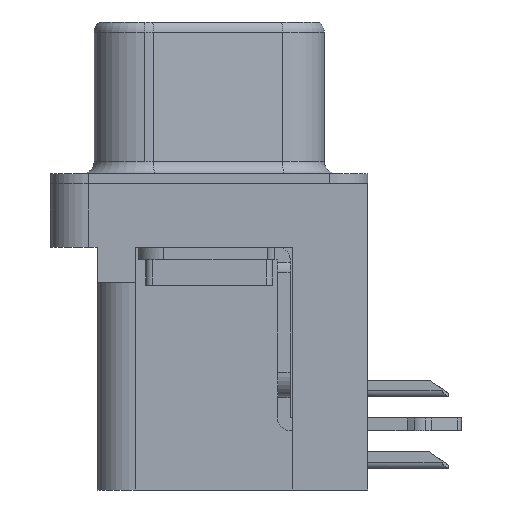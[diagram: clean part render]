
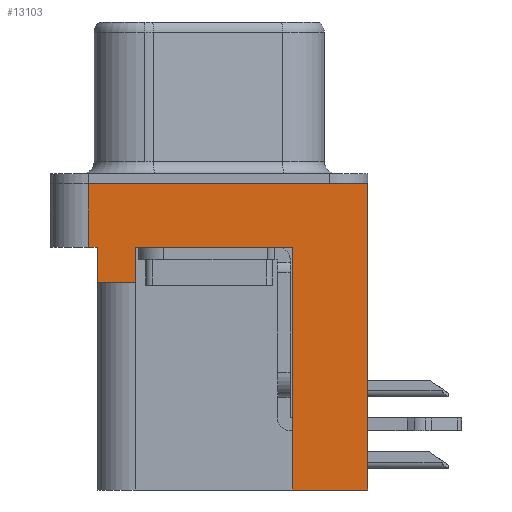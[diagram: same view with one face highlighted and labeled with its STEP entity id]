
A CAD part, left-side view. The second image highlights one B-rep face of the part: STEP entity #13103.
In plain terms, the highlighted planar face has unit normal (-1, 0, 0).
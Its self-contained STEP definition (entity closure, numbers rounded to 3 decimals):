
#163 = VECTOR ( 'NONE', #8733, 1000. ) ;
#297 = VECTOR ( 'NONE', #18598, 1000. ) ;
#656 = DIRECTION ( 'NONE',  ( 0., 0., 1. ) ) ;
#915 = DIRECTION ( 'NONE',  ( 0., 0., 1. ) ) ;
#1452 = EDGE_CURVE ( 'NONE', #17134, #18741, #10191, .T. ) ;
#1579 = EDGE_CURVE ( 'NONE', #16899, #6719, #18251, .T. ) ;
#1778 = ORIENTED_EDGE ( 'NONE', *, *, #5704, .F. ) ;
#1792 = EDGE_CURVE ( 'NONE', #4846, #6719, #13124, .T. ) ;
#2005 = LINE ( 'NONE', #11444, #2702 ) ;
#2702 = VECTOR ( 'NONE', #9933, 1000. ) ;
#3112 = VERTEX_POINT ( 'NONE', #18610 ) ;
#3690 = VERTEX_POINT ( 'NONE', #14009 ) ;
#4079 = CARTESIAN_POINT ( 'NONE',  ( -2.935, -3.295, -12.1 ) ) ;
#4164 = ORIENTED_EDGE ( 'NONE', *, *, #9364, .F. ) ;
#4209 = CARTESIAN_POINT ( 'NONE',  ( -2.935, -6.275, -2.5 ) ) ;
#4278 = VECTOR ( 'NONE', #11842, 1000. ) ;
#4338 = EDGE_CURVE ( 'NONE', #3690, #6539, #5701, .T. ) ;
#4371 = ORIENTED_EDGE ( 'NONE', *, *, #1579, .F. ) ;
#4846 = VERTEX_POINT ( 'NONE', #18394 ) ;
#5482 = LINE ( 'NONE', #17227, #15488 ) ;
#5701 = LINE ( 'NONE', #4209, #19326 ) ;
#5704 = EDGE_CURVE ( 'NONE', #19446, #6539, #2005, .T. ) ;
#5894 = EDGE_CURVE ( 'NONE', #3112, #16899, #11937, .T. ) ;
#6113 = CARTESIAN_POINT ( 'NONE',  ( -2.935, -3.295, -12.1 ) ) ;
#6138 = VECTOR ( 'NONE', #16257, 1000. ) ;
#6439 = EDGE_LOOP ( 'NONE', ( #10767, #14912, #12870, #1778, #4164, #9184, #6642, #4371, #14843, #19303 ) ) ;
#6539 = VERTEX_POINT ( 'NONE', #6695 ) ;
#6642 = ORIENTED_EDGE ( 'NONE', *, *, #1792, .T. ) ;
#6695 = CARTESIAN_POINT ( 'NONE',  ( -2.935, 4.425, -2.5 ) ) ;
#6719 = VERTEX_POINT ( 'NONE', #19620 ) ;
#6910 = CARTESIAN_POINT ( 'NONE',  ( -2.935, -6.275, 0. ) ) ;
#7532 = AXIS2_PLACEMENT_3D ( 'NONE', #7979, #13752, #13951 ) ;
#7979 = CARTESIAN_POINT ( 'NONE',  ( -2.935, -6.275, -2.5 ) ) ;
#8007 = CARTESIAN_POINT ( 'NONE',  ( -2.935, 4.425, -3.9 ) ) ;
#8389 = CARTESIAN_POINT ( 'NONE',  ( -2.935, 2.895, -3.9 ) ) ;
#8646 = VERTEX_POINT ( 'NONE', #8914 ) ;
#8733 = DIRECTION ( 'NONE',  ( 0., 1., 0. ) ) ;
#8769 = DIRECTION ( 'NONE',  ( 0., -1., 0. ) ) ;
#8914 = CARTESIAN_POINT ( 'NONE',  ( -2.935, 2.895, -3.9 ) ) ;
#9105 = EDGE_CURVE ( 'NONE', #3690, #17134, #5482, .T. ) ;
#9184 = ORIENTED_EDGE ( 'NONE', *, *, #14720, .T. ) ;
#9364 = EDGE_CURVE ( 'NONE', #8646, #19446, #18313, .T. ) ;
#9378 = VECTOR ( 'NONE', #656, 1000. ) ;
#9933 = DIRECTION ( 'NONE',  ( 0., 0., 1. ) ) ;
#10191 = LINE ( 'NONE', #6910, #6138 ) ;
#10462 = CARTESIAN_POINT ( 'NONE',  ( -2.935, -3.295, -12.1 ) ) ;
#10610 = VECTOR ( 'NONE', #14979, 1000. ) ;
#10677 = PLANE ( 'NONE',  #7532 ) ;
#10767 = ORIENTED_EDGE ( 'NONE', *, *, #1452, .F. ) ;
#10774 = FACE_OUTER_BOUND ( 'NONE', #6439, .T. ) ;
#11388 = LINE ( 'NONE', #8389, #18710 ) ;
#11444 = CARTESIAN_POINT ( 'NONE',  ( -2.935, 4.425, -3.9 ) ) ;
#11578 = DIRECTION ( 'NONE',  ( 0., 0., 1. ) ) ;
#11842 = DIRECTION ( 'NONE',  ( 0., -1., 0. ) ) ;
#11937 = LINE ( 'NONE', #4079, #163 ) ;
#12870 = ORIENTED_EDGE ( 'NONE', *, *, #4338, .T. ) ;
#13103 = ADVANCED_FACE ( 'NONE', ( #10774 ), #10677, .T. ) ;
#13124 = LINE ( 'NONE', #17806, #4278 ) ;
#13752 = DIRECTION ( 'NONE',  ( -1., 0., 0. ) ) ;
#13951 = DIRECTION ( 'NONE',  ( 0., 0., 1. ) ) ;
#14009 = CARTESIAN_POINT ( 'NONE',  ( -2.935, 4.775, -2.5 ) ) ;
#14177 = LINE ( 'NONE', #14275, #9378 ) ;
#14275 = CARTESIAN_POINT ( 'NONE',  ( -2.935, -6.275, -2.5 ) ) ;
#14515 = CARTESIAN_POINT ( 'NONE',  ( -2.935, 4.775, 0. ) ) ;
#14720 = EDGE_CURVE ( 'NONE', #8646, #4846, #11388, .T. ) ;
#14843 = ORIENTED_EDGE ( 'NONE', *, *, #5894, .F. ) ;
#14912 = ORIENTED_EDGE ( 'NONE', *, *, #9105, .F. ) ;
#14979 = DIRECTION ( 'NONE',  ( 0., 0., 1. ) ) ;
#15488 = VECTOR ( 'NONE', #915, 1000. ) ;
#15605 = CARTESIAN_POINT ( 'NONE',  ( -2.935, -6.275, 0. ) ) ;
#16257 = DIRECTION ( 'NONE',  ( 0., -1., 0. ) ) ;
#16899 = VERTEX_POINT ( 'NONE', #10462 ) ;
#17134 = VERTEX_POINT ( 'NONE', #14515 ) ;
#17227 = CARTESIAN_POINT ( 'NONE',  ( -2.935, 4.775, -2.5 ) ) ;
#17806 = CARTESIAN_POINT ( 'NONE',  ( -2.935, -6.275, -2.5 ) ) ;
#18251 = LINE ( 'NONE', #6113, #10610 ) ;
#18313 = LINE ( 'NONE', #18408, #297 ) ;
#18394 = CARTESIAN_POINT ( 'NONE',  ( -2.935, 2.895, -2.5 ) ) ;
#18408 = CARTESIAN_POINT ( 'NONE',  ( -2.935, 4.425, -3.9 ) ) ;
#18598 = DIRECTION ( 'NONE',  ( 0., 1., 0. ) ) ;
#18610 = CARTESIAN_POINT ( 'NONE',  ( -2.935, -6.275, -12.1 ) ) ;
#18710 = VECTOR ( 'NONE', #11578, 1000. ) ;
#18741 = VERTEX_POINT ( 'NONE', #15605 ) ;
#19303 = ORIENTED_EDGE ( 'NONE', *, *, #19550, .T. ) ;
#19326 = VECTOR ( 'NONE', #8769, 1000. ) ;
#19446 = VERTEX_POINT ( 'NONE', #8007 ) ;
#19550 = EDGE_CURVE ( 'NONE', #3112, #18741, #14177, .T. ) ;
#19620 = CARTESIAN_POINT ( 'NONE',  ( -2.935, -3.295, -2.5 ) ) ;
